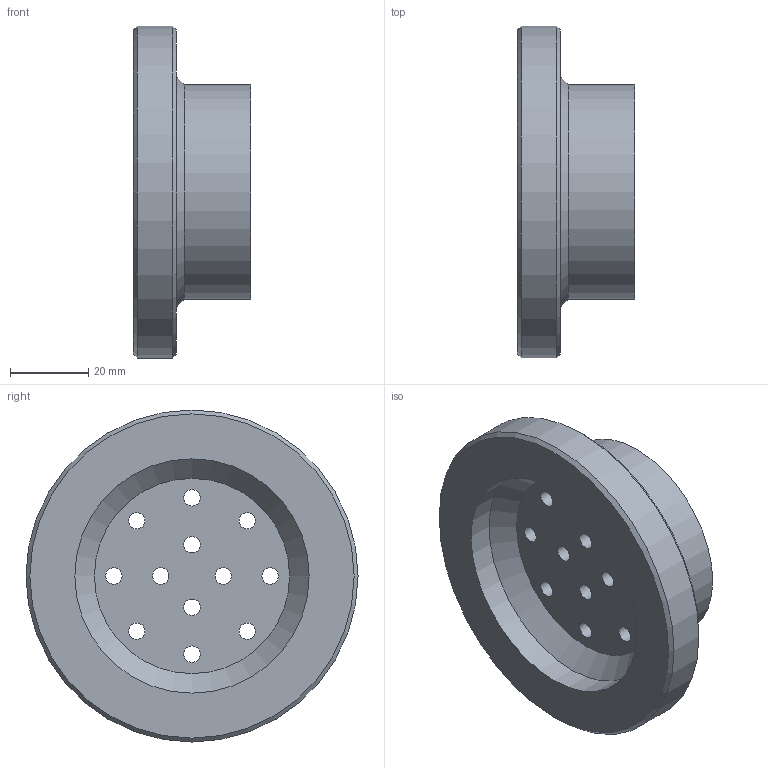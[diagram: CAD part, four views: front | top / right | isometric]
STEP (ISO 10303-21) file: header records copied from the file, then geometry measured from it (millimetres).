
FILE_DESCRIPTION(/* description */ (''),/* implementation_level */ '2;1');
FILE_NAME(/* name */ '',/* time_stamp */ '2025-08-28T02:46:27+08:00',/* author */ ('Piw'),/* organization */ (''),/* preprocessor_version */ 'ST-DEVELOPER v20',/* originating_system */ 'Autodesk Inventor 2025',/* authorisation */ '');
FILE_SCHEMA (('AUTOMOTIVE_DESIGN { 1 0 10303 214 3 1 1 }'));
Length unit declared in the file: millimetre
Products named in the file (1): 主动轮
Bounding box: 30 x 85 x 85 mm (x, y, z)
Volume: 74283.4 mm3; surface area: 21236.5 mm2
Topology: 1 solids, 1 shells, 23 faces, 53 edges, 34 vertices
Faces by surface type: cylinder 15, cone 4, plane 4
Full cylindrical faces by diameter (mm): 4.2 x12, 55 x1, 60 x1, 85 x1
Entity records: 760 total; most frequent: DIRECTION 135, CARTESIAN_POINT 111, ORIENTED_EDGE 106, AXIS2_PLACEMENT_3D 58, EDGE_CURVE 53, EDGE_LOOP 49, CIRCLE 34, VERTEX_POINT 34
